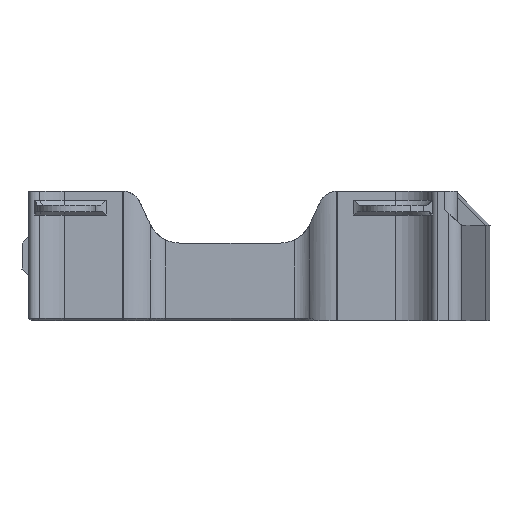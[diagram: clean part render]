
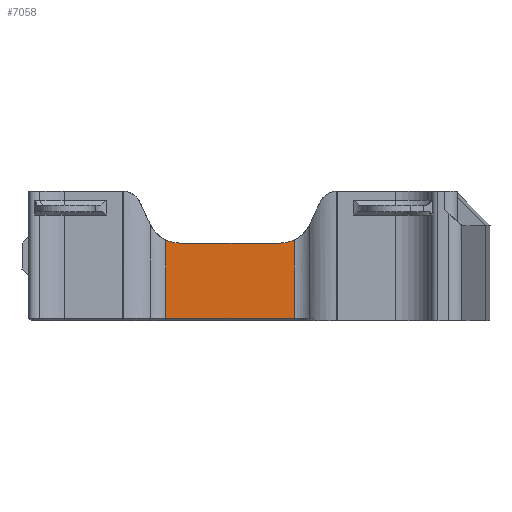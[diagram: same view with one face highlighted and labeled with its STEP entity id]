
A CAD part, left-side view. The second image highlights one B-rep face of the part: STEP entity #7058.
In plain terms, the highlighted face is planar.
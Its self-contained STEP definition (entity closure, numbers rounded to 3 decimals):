
#889=LINE('',#12503,#1513);
#911=LINE('',#12750,#1535);
#912=LINE('',#12753,#1536);
#913=LINE('',#12754,#1537);
#1513=VECTOR('',#9574,10.);
#1535=VECTOR('',#9676,10.);
#1536=VECTOR('',#9679,10.);
#1537=VECTOR('',#9680,10.);
#1935=FACE_OUTER_BOUND('',#2360,.T.);
#2360=EDGE_LOOP('',(#6132,#6133,#6134,#6135,#6136,#6137));
#2722=CIRCLE('',#7755,5.);
#2725=CIRCLE('',#7765,5.);
#3352=VERTEX_POINT('',#12501);
#3353=VERTEX_POINT('',#12502);
#3358=VERTEX_POINT('',#12522);
#3365=VERTEX_POINT('',#12551);
#3383=VERTEX_POINT('',#12747);
#3384=VERTEX_POINT('',#12752);
#4286=EDGE_CURVE('',#3352,#3353,#889,.T.);
#4293=EDGE_CURVE('',#3358,#3352,#2722,.T.);
#4305=EDGE_CURVE('',#3353,#3365,#2725,.T.);
#4341=EDGE_CURVE('',#3383,#3358,#911,.T.);
#4342=EDGE_CURVE('',#3383,#3384,#912,.T.);
#4343=EDGE_CURVE('',#3365,#3384,#913,.T.);
#6132=ORIENTED_EDGE('',*,*,#4342,.F.);
#6133=ORIENTED_EDGE('',*,*,#4341,.T.);
#6134=ORIENTED_EDGE('',*,*,#4293,.T.);
#6135=ORIENTED_EDGE('',*,*,#4286,.T.);
#6136=ORIENTED_EDGE('',*,*,#4305,.T.);
#6137=ORIENTED_EDGE('',*,*,#4343,.T.);
#6712=PLANE('',#7792);
#7058=ADVANCED_FACE('',(#1935),#6712,.T.);
#7755=AXIS2_PLACEMENT_3D('',#12523,#9584,#9585);
#7765=AXIS2_PLACEMENT_3D('',#12560,#9608,#9609);
#7792=AXIS2_PLACEMENT_3D('',#12751,#9677,#9678);
#9574=DIRECTION('',(0.,0.,1.));
#9584=DIRECTION('center_axis',(0.,1.,0.));
#9585=DIRECTION('ref_axis',(-0.423,0.,-0.906));
#9608=DIRECTION('center_axis',(0.,1.,0.));
#9609=DIRECTION('ref_axis',(-1.,0.,0.));
#9676=DIRECTION('',(1.,0.,0.));
#9677=DIRECTION('center_axis',(0.,-1.,0.));
#9678=DIRECTION('ref_axis',(0.,0.,-1.));
#9679=DIRECTION('',(0.,0.,1.));
#9680=DIRECTION('',(-1.,0.,0.));
#12501=CARTESIAN_POINT('',(2.,169.1,-558.747));
#12502=CARTESIAN_POINT('',(2.,169.1,-543.253));
#12503=CARTESIAN_POINT('',(2.,169.1,-541.389));
#12522=CARTESIAN_POINT('',(2.493,169.1,-560.912));
#12523=CARTESIAN_POINT('Origin',(7.,169.1,-558.747));
#12551=CARTESIAN_POINT('',(2.493,169.1,-541.088));
#12560=CARTESIAN_POINT('Origin',(7.,169.1,-543.253));
#12747=CARTESIAN_POINT('',(-9.6,169.1,-560.912));
#12750=CARTESIAN_POINT('',(-10.,169.1,-560.912));
#12751=CARTESIAN_POINT('Origin',(-10.,169.1,-539.526));
#12752=CARTESIAN_POINT('',(-9.6,169.1,-541.088));
#12753=CARTESIAN_POINT('',(-9.6,169.1,-546.263));
#12754=CARTESIAN_POINT('',(-10.,169.1,-541.088));
